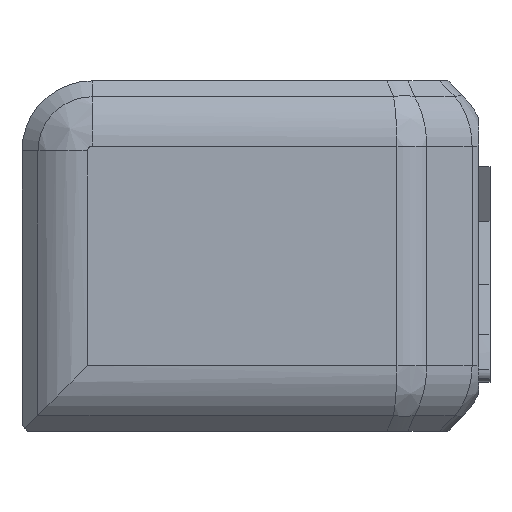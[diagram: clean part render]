
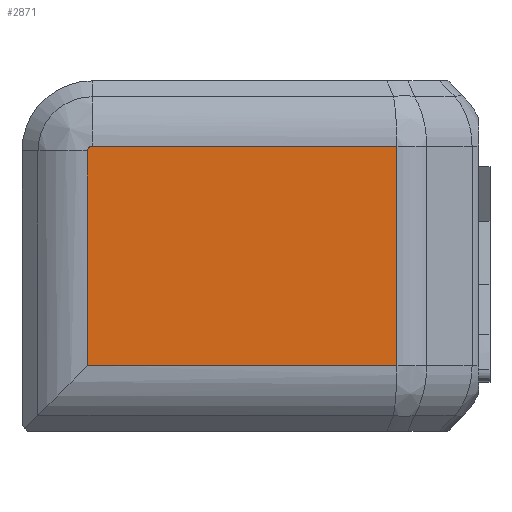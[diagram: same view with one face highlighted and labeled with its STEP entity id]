
A CAD part, left-side view. The second image highlights one B-rep face of the part: STEP entity #2871.
In plain terms, the highlighted planar face has unit normal (-1, 0, 0).
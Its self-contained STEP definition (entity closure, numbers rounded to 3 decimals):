
#237=PLANE('',#3059);
#356=FACE_OUTER_BOUND('',#536,.T.);
#536=EDGE_LOOP('',(#2364,#2365,#2366,#2367,#2368));
#781=LINE('',#5034,#1044);
#782=LINE('',#5036,#1045);
#783=LINE('',#5038,#1046);
#784=LINE('',#5041,#1047);
#1044=VECTOR('',#3515,1000.);
#1045=VECTOR('',#3516,1000.);
#1046=VECTOR('',#3517,1000.);
#1047=VECTOR('',#3520,1000.);
#1188=CIRCLE('',#3060,0.329);
#1409=VERTEX_POINT('',#5032);
#1410=VERTEX_POINT('',#5033);
#1411=VERTEX_POINT('',#5035);
#1412=VERTEX_POINT('',#5037);
#1413=VERTEX_POINT('',#5039);
#1743=EDGE_CURVE('',#1409,#1410,#781,.T.);
#1744=EDGE_CURVE('',#1410,#1411,#782,.T.);
#1745=EDGE_CURVE('',#1411,#1412,#783,.F.);
#1746=EDGE_CURVE('',#1412,#1413,#1188,.T.);
#1747=EDGE_CURVE('',#1413,#1409,#784,.F.);
#2364=ORIENTED_EDGE('',*,*,#1743,.T.);
#2365=ORIENTED_EDGE('',*,*,#1744,.T.);
#2366=ORIENTED_EDGE('',*,*,#1745,.T.);
#2367=ORIENTED_EDGE('',*,*,#1746,.T.);
#2368=ORIENTED_EDGE('',*,*,#1747,.T.);
#2871=ADVANCED_FACE('',(#356),#237,.T.);
#3059=AXIS2_PLACEMENT_3D('',#5031,#3513,#3514);
#3060=AXIS2_PLACEMENT_3D('',#5040,#3518,#3519);
#3513=DIRECTION('center_axis',(-1.,0.,0.));
#3514=DIRECTION('ref_axis',(0.,-1.,0.));
#3515=DIRECTION('',(0.,-1.,0.));
#3516=DIRECTION('',(0.,0.,1.));
#3517=DIRECTION('',(0.,-1.,0.));
#3518=DIRECTION('center_axis',(-1.,0.,0.));
#3519=DIRECTION('ref_axis',(0.,-1.,0.));
#3520=DIRECTION('',(0.,0.,1.));
#5031=CARTESIAN_POINT('Origin',(-45.,16.5,25.));
#5032=CARTESIAN_POINT('',(-45.,28.329,4.671));
#5033=CARTESIAN_POINT('',(-45.,6.243,4.671));
#5034=CARTESIAN_POINT('',(-45.,16.5,4.671));
#5035=CARTESIAN_POINT('',(-45.,6.243,20.329));
#5036=CARTESIAN_POINT('',(-45.,6.243,25.));
#5037=CARTESIAN_POINT('',(-45.,28.,20.329));
#5038=CARTESIAN_POINT('',(-45.,16.5,20.329));
#5039=CARTESIAN_POINT('',(-45.,28.329,20.));
#5040=CARTESIAN_POINT('Origin',(-45.,28.,20.));
#5041=CARTESIAN_POINT('',(-45.,28.329,25.));
